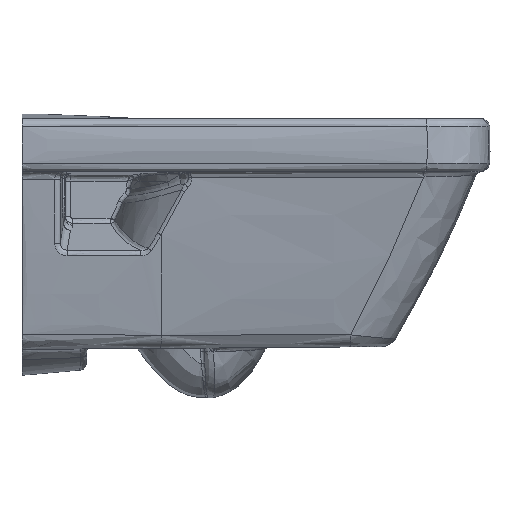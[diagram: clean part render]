
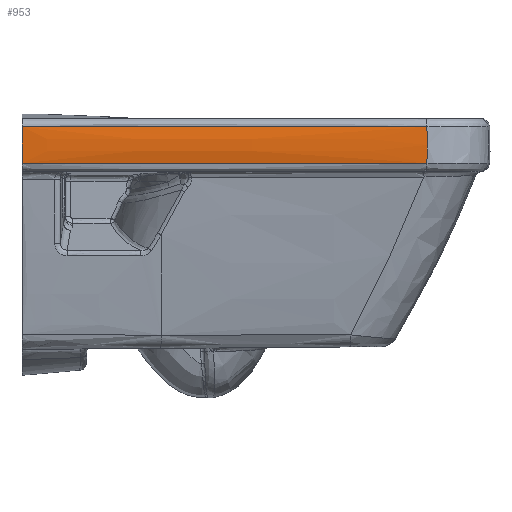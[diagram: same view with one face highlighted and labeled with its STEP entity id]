
A CAD part, left-side view. The second image highlights one B-rep face of the part: STEP entity #953.
In plain terms, the highlighted free-form (B-spline) face has degree [3, 3] with [4, 13] control points.
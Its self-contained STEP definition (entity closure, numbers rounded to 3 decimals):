
#558=(
BOUNDED_CURVE()
B_SPLINE_CURVE(3,(#46341,#46342,#46343,#46344,#46345,#46346,#46347,#46348,
#46349,#46350,#46351,#46352,#46353,#46354,#46355,#46356),.UNSPECIFIED.,
 .F.,.F.)
B_SPLINE_CURVE_WITH_KNOTS((4,2,2,2,2,2,2,4),(0.,0.025,0.056,
0.119,0.245,0.497,0.748,
1.),.UNSPECIFIED.)
CURVE()
GEOMETRIC_REPRESENTATION_ITEM()
RATIONAL_B_SPLINE_CURVE((1.,1.,1.,1.,1.,1.,1.,1.,1.,1.,1.,1.,1.,1.,1.,1.))
REPRESENTATION_ITEM('')
);
#560=(
BOUNDED_CURVE()
B_SPLINE_CURVE(3,(#46539,#46540,#46541,#46542,#46543,#46544,#46545,#46546,
#46547,#46548,#46549,#46550,#46551,#46552,#46553,#46554,#46555,#46556,#46557,
#46558,#46559,#46560,#46561,#46562),.UNSPECIFIED.,.F.,.F.)
B_SPLINE_CURVE_WITH_KNOTS((4,2,2,2,2,2,2,2,2,2,2,4),(0.,0.016,
0.031,0.063,0.126,0.252,
0.503,0.755,0.88,0.943,
0.975,1.),.UNSPECIFIED.)
CURVE()
GEOMETRIC_REPRESENTATION_ITEM()
RATIONAL_B_SPLINE_CURVE((1.,1.,1.,1.,1.,1.,1.,1.,1.,1.,1.,1.,1.,1.,1.,1.,
1.,1.,1.,1.,1.,1.,1.,1.))
REPRESENTATION_ITEM('')
);
#953=ADVANCED_FACE('',(#1620),#1296,.T.);
#1296=B_SPLINE_SURFACE_WITH_KNOTS('',3,3,((#46563,#46564,#46565,#46566,
#46567,#46568,#46569,#46570,#46571,#46572,#46573,#46574,#46575),(#46576,
#46577,#46578,#46579,#46580,#46581,#46582,#46583,#46584,#46585,#46586,#46587,
#46588),(#46589,#46590,#46591,#46592,#46593,#46594,#46595,#46596,#46597,
#46598,#46599,#46600,#46601),(#46602,#46603,#46604,#46605,#46606,#46607,
#46608,#46609,#46610,#46611,#46612,#46613,#46614)),.UNSPECIFIED.,.F.,.F.,
 .F.,(4,4),(4,1,1,1,1,1,1,1,1,1,4),(0.,1.),(0.,0.016,0.031,0.063,
0.125,0.25,0.375,0.5,0.625,0.75,1.),.UNSPECIFIED.);
#1620=FACE_OUTER_BOUND('',#2105,.T.);
#2105=EDGE_LOOP('',(#3728,#3729,#3730,#3731));
#3728=ORIENTED_EDGE('',*,*,#6197,.F.);
#3729=ORIENTED_EDGE('',*,*,#6196,.T.);
#3730=ORIENTED_EDGE('',*,*,#6193,.F.);
#3731=ORIENTED_EDGE('',*,*,#5570,.T.);
#4813=VERTEX_POINT('',#20726);
#4814=VERTEX_POINT('',#20731);
#5204=VERTEX_POINT('',#46273);
#5206=VERTEX_POINT('',#46518);
#5570=EDGE_CURVE('',#4814,#4813,#6753,.T.);
#6193=EDGE_CURVE('',#4814,#5204,#558,.T.);
#6196=EDGE_CURVE('',#5206,#5204,#7232,.T.);
#6197=EDGE_CURVE('',#5206,#4813,#560,.T.);
#6753=B_SPLINE_CURVE_WITH_KNOTS('',3,(#20727,#20728,#20729,#20730),
 .UNSPECIFIED.,.F.,.F.,(4,4),(0.,1.),.UNSPECIFIED.);
#7232=B_SPLINE_CURVE_WITH_KNOTS('',3,(#46523,#46524,#46525,#46526),
 .UNSPECIFIED.,.F.,.F.,(4,4),(0.,1.),.UNSPECIFIED.);
#20726=CARTESIAN_POINT('',(-183.11,0.,-50.775));
#20727=CARTESIAN_POINT('',(-183.11,0.,-9.224));
#20728=CARTESIAN_POINT('',(-184.187,0.,-23.053));
#20729=CARTESIAN_POINT('',(-184.187,0.,-36.945));
#20730=CARTESIAN_POINT('',(-183.11,0.,-50.775));
#20731=CARTESIAN_POINT('',(-183.11,0.,-9.224));
#46273=CARTESIAN_POINT('',(-181.831,-458.249,-9.223));
#46341=CARTESIAN_POINT('',(-183.106,0.,-9.224));
#46342=CARTESIAN_POINT('',(-183.17,-3.815,-9.224));
#46343=CARTESIAN_POINT('',(-183.238,-7.717,-9.224));
#46344=CARTESIAN_POINT('',(-183.337,-16.339,-9.224));
#46345=CARTESIAN_POINT('',(-183.395,-21.135,-9.224));
#46346=CARTESIAN_POINT('',(-183.563,-35.55,-9.224));
#46347=CARTESIAN_POINT('',(-183.658,-45.166,-9.224));
#46348=CARTESIAN_POINT('',(-183.904,-73.996,-9.224));
#46349=CARTESIAN_POINT('',(-184.025,-93.213,-9.223));
#46350=CARTESIAN_POINT('',(-184.252,-150.874,-9.223));
#46351=CARTESIAN_POINT('',(-184.202,-189.326,-9.223));
#46352=CARTESIAN_POINT('',(-183.738,-266.194,-9.223));
#46353=CARTESIAN_POINT('',(-183.368,-304.608,-9.227));
#46354=CARTESIAN_POINT('',(-182.625,-381.429,-9.225));
#46355=CARTESIAN_POINT('',(-182.237,-419.839,-9.223));
#46356=CARTESIAN_POINT('',(-181.831,-458.249,-9.223));
#46518=CARTESIAN_POINT('',(-181.845,-458.258,-50.615));
#46523=CARTESIAN_POINT('',(-181.845,-458.258,-50.615));
#46524=CARTESIAN_POINT('',(-182.901,-459.025,-36.846));
#46525=CARTESIAN_POINT('',(-182.896,-459.022,-22.993));
#46526=CARTESIAN_POINT('',(-181.831,-458.249,-9.223));
#46539=CARTESIAN_POINT('',(-181.845,-458.258,-50.613));
#46540=CARTESIAN_POINT('',(-181.868,-455.858,-50.643));
#46541=CARTESIAN_POINT('',(-181.892,-453.458,-50.665));
#46542=CARTESIAN_POINT('',(-181.94,-448.657,-50.694));
#46543=CARTESIAN_POINT('',(-181.965,-446.256,-50.696));
#46544=CARTESIAN_POINT('',(-182.04,-439.055,-50.698));
#46545=CARTESIAN_POINT('',(-182.09,-434.254,-50.7));
#46546=CARTESIAN_POINT('',(-182.238,-419.852,-50.705));
#46547=CARTESIAN_POINT('',(-182.335,-410.25,-50.708));
#46548=CARTESIAN_POINT('',(-182.624,-381.445,-50.718));
#46549=CARTESIAN_POINT('',(-182.812,-362.242,-50.725));
#46550=CARTESIAN_POINT('',(-183.364,-304.633,-50.743));
#46551=CARTESIAN_POINT('',(-183.74,-266.222,-50.754));
#46552=CARTESIAN_POINT('',(-184.203,-189.36,-50.771));
#46553=CARTESIAN_POINT('',(-184.253,-150.913,-50.774));
#46554=CARTESIAN_POINT('',(-184.026,-93.258,-50.776));
#46555=CARTESIAN_POINT('',(-183.905,-74.043,-50.776));
#46556=CARTESIAN_POINT('',(-183.658,-45.216,-50.776));
#46557=CARTESIAN_POINT('',(-183.564,-35.601,-50.775));
#46558=CARTESIAN_POINT('',(-183.396,-21.188,-50.777));
#46559=CARTESIAN_POINT('',(-183.337,-16.392,-50.778));
#46560=CARTESIAN_POINT('',(-183.238,-7.753,-50.777));
#46561=CARTESIAN_POINT('',(-183.17,-3.833,-50.78));
#46562=CARTESIAN_POINT('',(-183.106,0.,-50.777));
#46563=CARTESIAN_POINT('',(-181.218,4.466,7.377));
#46564=CARTESIAN_POINT('',(-181.253,1.708,7.377));
#46565=CARTESIAN_POINT('',(-181.378,-3.807,7.377));
#46566=CARTESIAN_POINT('',(-181.499,-14.839,7.377));
#46567=CARTESIAN_POINT('',(-181.739,-34.144,7.377));
#46568=CARTESIAN_POINT('',(-182.096,-72.757,7.377));
#46569=CARTESIAN_POINT('',(-182.396,-127.919,7.377));
#46570=CARTESIAN_POINT('',(-182.381,-194.116,7.377));
#46571=CARTESIAN_POINT('',(-181.954,-260.312,7.377));
#46572=CARTESIAN_POINT('',(-181.351,-326.507,7.377));
#46573=CARTESIAN_POINT('',(-180.473,-414.768,7.377));
#46574=CARTESIAN_POINT('',(-179.78,-480.963,7.377));
#46575=CARTESIAN_POINT('',(-179.29,-525.093,7.377));
#46576=CARTESIAN_POINT('',(-184.718,4.51,-17.377));
#46577=CARTESIAN_POINT('',(-184.753,1.751,-17.377));
#46578=CARTESIAN_POINT('',(-184.878,-3.766,-17.377));
#46579=CARTESIAN_POINT('',(-184.999,-14.801,-17.377));
#46580=CARTESIAN_POINT('',(-185.239,-34.112,-17.377));
#46581=CARTESIAN_POINT('',(-185.595,-72.735,-17.377));
#46582=CARTESIAN_POINT('',(-185.897,-127.913,-17.377));
#46583=CARTESIAN_POINT('',(-185.88,-194.124,-17.377));
#46584=CARTESIAN_POINT('',(-185.456,-260.33,-17.377));
#46585=CARTESIAN_POINT('',(-184.838,-326.533,-17.377));
#46586=CARTESIAN_POINT('',(-183.98,-414.801,-17.377));
#46587=CARTESIAN_POINT('',(-183.28,-481.,-17.377));
#46588=CARTESIAN_POINT('',(-182.79,-525.132,-17.377));
#46589=CARTESIAN_POINT('',(-184.718,4.51,-42.623));
#46590=CARTESIAN_POINT('',(-184.753,1.751,-42.623));
#46591=CARTESIAN_POINT('',(-184.878,-3.766,-42.623));
#46592=CARTESIAN_POINT('',(-184.999,-14.801,-42.623));
#46593=CARTESIAN_POINT('',(-185.239,-34.112,-42.623));
#46594=CARTESIAN_POINT('',(-185.595,-72.735,-42.623));
#46595=CARTESIAN_POINT('',(-185.898,-127.913,-42.623));
#46596=CARTESIAN_POINT('',(-185.88,-194.124,-42.623));
#46597=CARTESIAN_POINT('',(-185.457,-260.33,-42.623));
#46598=CARTESIAN_POINT('',(-184.834,-326.533,-42.623));
#46599=CARTESIAN_POINT('',(-183.983,-414.801,-42.623));
#46600=CARTESIAN_POINT('',(-183.28,-481.,-42.623));
#46601=CARTESIAN_POINT('',(-182.79,-525.132,-42.623));
#46602=CARTESIAN_POINT('',(-181.218,4.466,-67.377));
#46603=CARTESIAN_POINT('',(-181.253,1.708,-67.377));
#46604=CARTESIAN_POINT('',(-181.378,-3.807,-67.377));
#46605=CARTESIAN_POINT('',(-181.499,-14.839,-67.377));
#46606=CARTESIAN_POINT('',(-181.739,-34.144,-67.377));
#46607=CARTESIAN_POINT('',(-182.095,-72.757,-67.377));
#46608=CARTESIAN_POINT('',(-182.398,-127.919,-67.377));
#46609=CARTESIAN_POINT('',(-182.381,-194.116,-67.377));
#46610=CARTESIAN_POINT('',(-181.956,-260.312,-67.377));
#46611=CARTESIAN_POINT('',(-181.338,-326.507,-67.377));
#46612=CARTESIAN_POINT('',(-180.48,-414.768,-67.377));
#46613=CARTESIAN_POINT('',(-179.78,-480.963,-67.377));
#46614=CARTESIAN_POINT('',(-179.29,-525.093,-67.377));
